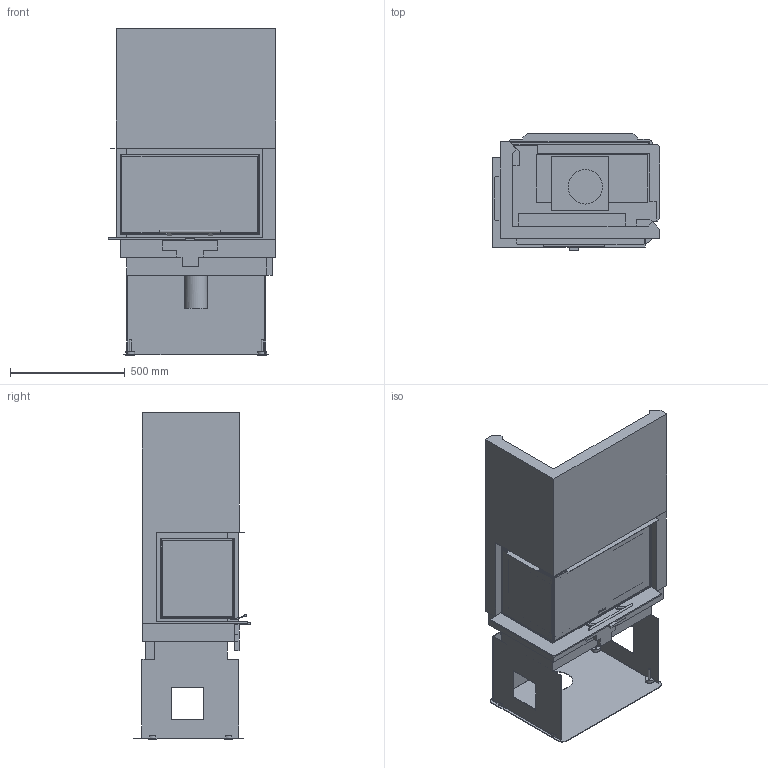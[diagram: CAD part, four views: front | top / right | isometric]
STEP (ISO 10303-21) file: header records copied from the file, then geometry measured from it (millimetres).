
FILE_DESCRIPTION(/* description */ ('Unknown'),/* implementation_level */ '2;1');
FILE_NAME(/* name */ 'DSN1073804_0_asm',/* time_stamp */ '2025-11-13T14:10:35+01:00',/* author */ ('Unknown'),/* organization */ ('Unknown'),/* preprocessor_version */ 'ST-DEVELOPER v20',/* originating_system */ 'Solid Edge',/* authorisation */ 'Unknown');
FILE_SCHEMA (('AUTOMOTIVE_DESIGN {1 0 10303 214 3 1 1}'));
Length unit declared in the file: millimetre
Products named in the file (6): DSN1073804; DSN1073746; DSN1073766; DSN1073768; Fire Ci50; DSN1073726
Assembly tree (5 placements, depth 2):
  DSN1073804
    DSN1073746
    DSN1073766
    DSN1073768
    Fire Ci50
    DSN1073726
Bounding box: 732 x 513.2 x 1422.5 mm (x, y, z)
Volume: 157599203.3 mm3; surface area: 7601900.7 mm2
Topology: 6 solids, 6 shells, 645 faces, 1745 edges, 1181 vertices
Faces by surface type: plane 518, bspline 57, cylinder 54, torus 16
Full cylindrical faces by diameter (mm): 10 x5, 38 x4, 100 x2, 150 x1
Entity records: 27951 total; most frequent: CARTESIAN_POINT 8548, ORIENTED_EDGE 3450, DIRECTION 2486, EDGE_CURVE 1725, VERTEX_POINT 1175, LINE 1018, VECTOR 1018, EDGE_LOOP 742
